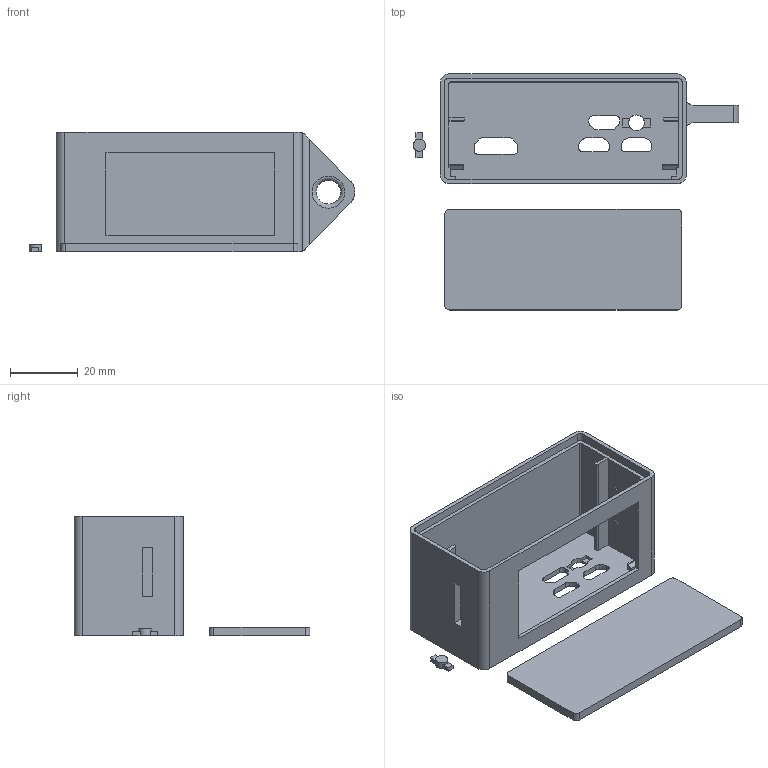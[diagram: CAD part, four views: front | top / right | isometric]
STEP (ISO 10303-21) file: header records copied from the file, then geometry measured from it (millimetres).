
FILE_DESCRIPTION(/* description */ (''),/* implementation_level */ '2;1');
FILE_NAME(/* name */ 'pwnagotchi-waveshare-pisugar1200-loop.step',/* time_stamp */ '2020-01-23T18:07:58+07:00',/* author */ (''),/* organization */ (''),/* preprocessor_version */ 'ST-DEVELOPER v18',/* originating_system */ 'Autodesk Translation Framework v8.12.0.6',/* authorisation */ '');
FILE_SCHEMA (('AUTOMOTIVE_DESIGN { 1 0 10303 214 3 1 1 }'));
Length unit declared in the file: millimetre
Products named in the file (4): Pwnagotchi Mk. 2; Button PiSugar (1); Case WS PiSugar 1200; Lid Sugar 1200 (1)
Assembly tree (3 placements, depth 2):
  Pwnagotchi Mk. 2
    Button PiSugar (1)
    Case WS PiSugar 1200
    Lid Sugar 1200 (1)
Bounding box: 95.96 x 69.52 x 35.34 mm (x, y, z)
Volume: 21858.2 mm3; surface area: 22798.2 mm2
Topology: 8 solids, 8 shells, 188 faces, 517 edges, 346 vertices
Faces by surface type: plane 136, cylinder 48, bspline 4
Full cylindrical faces by diameter (mm): 3.6 x1, 4.6 x1
Entity records: 6304 total; most frequent: CARTESIAN_POINT 1244, ORIENTED_EDGE 1034, DIRECTION 1017, EDGE_CURVE 517, LINE 395, VECTOR 395, VERTEX_POINT 346, AXIS2_PLACEMENT_3D 311
